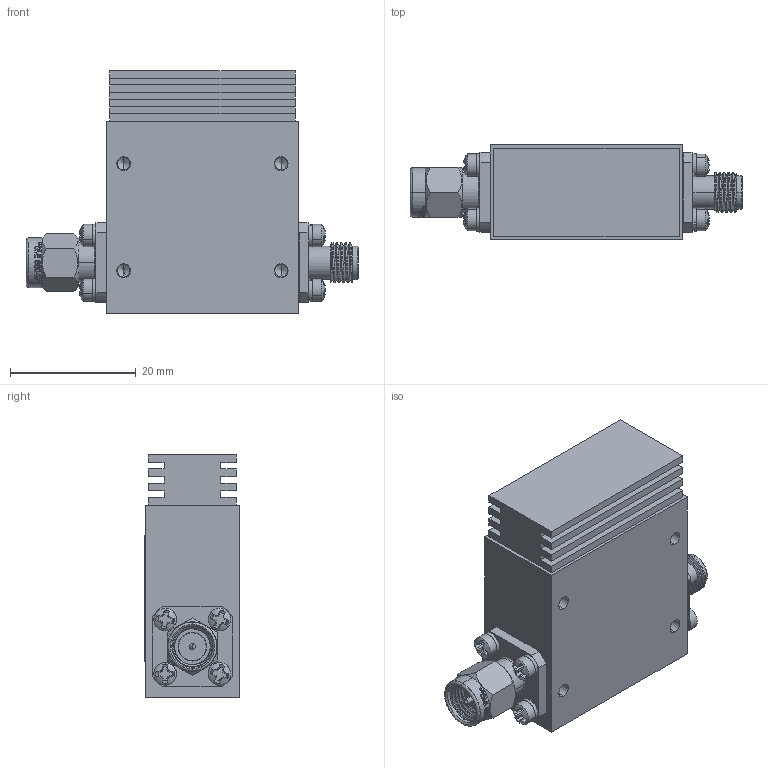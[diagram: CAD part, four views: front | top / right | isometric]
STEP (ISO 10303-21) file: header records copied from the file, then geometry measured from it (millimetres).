
FILE_DESCRIPTION (( 'STEP AP214' ), '1' );
FILE_NAME ('3D MODEL.STEP', '2024-08-26T13:40:23', ( '' ), ( '' ), 'SwSTEP 2.0', 'SolidWorks 2024', '' );
FILE_SCHEMA (( 'AUTOMOTIVE_DESIGN' ));
Length unit declared in the file: inch
Products named in the file (1): 3D MODEL
Bounding box: 52.71 x 15.13 x 38.5 mm (x, y, z)
Volume: 18065.1 mm3; surface area: 8842.1 mm2
Topology: 32 solids, 44 shells, 883 faces, 3285 edges, 2607 vertices
Faces by surface type: plane 419, cylinder 215, bspline 91, cone 86, torus 56, sphere 16
Entity records: 41183 total; most frequent: CARTESIAN_POINT 12963, ORIENTED_EDGE 6546, DIRECTION 4867, EDGE_CURVE 3273, VERTEX_POINT 2607, LINE 1865, VECTOR 1865, AXIS2_PLACEMENT_3D 1501
